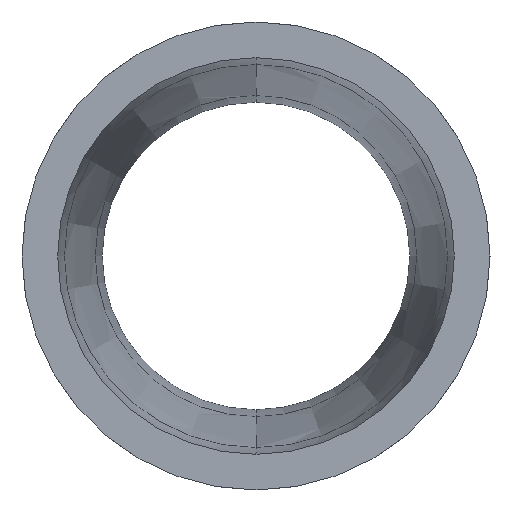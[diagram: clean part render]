
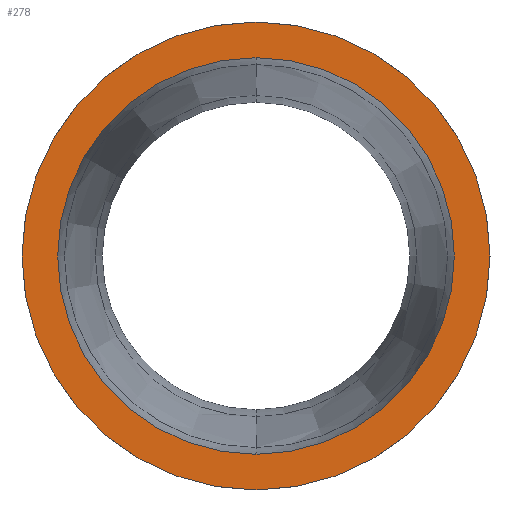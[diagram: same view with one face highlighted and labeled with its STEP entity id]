
A CAD part, left-side view. The second image highlights one B-rep face of the part: STEP entity #278.
In plain terms, the highlighted planar face has unit normal (-1, 0, 0).
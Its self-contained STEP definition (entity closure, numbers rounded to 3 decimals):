
#6 = FACE_BOUND ( 'NONE', #88, .T. ) ;
#20 = ORIENTED_EDGE ( 'NONE', *, *, #642, .F. ) ;
#30 = CARTESIAN_POINT ( 'NONE',  ( -19., 0., -8.9 ) ) ;
#34 = CIRCLE ( 'NONE', #388, 8.9 ) ;
#57 = DIRECTION ( 'NONE',  ( 0., 0., -1. ) ) ;
#59 = EDGE_CURVE ( 'NONE', #124, #447, #326, .T. ) ;
#82 = EDGE_CURVE ( 'NONE', #534, #581, #34, .T. ) ;
#86 = CARTESIAN_POINT ( 'NONE',  ( -19., 0., 0. ) ) ;
#88 = EDGE_LOOP ( 'NONE', ( #20, #506 ) ) ;
#101 = PLANE ( 'NONE',  #434 ) ;
#109 = CIRCLE ( 'NONE', #503, 8.9 ) ;
#124 = VERTEX_POINT ( 'NONE', #646 ) ;
#130 = DIRECTION ( 'NONE',  ( -1., 0., 0. ) ) ;
#206 = CARTESIAN_POINT ( 'NONE',  ( -19., 0., 0. ) ) ;
#244 = CARTESIAN_POINT ( 'NONE',  ( -19., 0., 8.9 ) ) ;
#249 = CARTESIAN_POINT ( 'NONE',  ( -19., 0., 10.5 ) ) ;
#275 = DIRECTION ( 'NONE',  ( -1., 0., 0. ) ) ;
#278 = ADVANCED_FACE ( 'NONE', ( #6, #377 ), #101, .F. ) ;
#290 = DIRECTION ( 'NONE',  ( -1., 0., 0. ) ) ;
#303 = CIRCLE ( 'NONE', #619, 10.5 ) ;
#306 = DIRECTION ( 'NONE',  ( 1., 0., 0. ) ) ;
#326 = CIRCLE ( 'NONE', #513, 10.5 ) ;
#331 = ORIENTED_EDGE ( 'NONE', *, *, #59, .T. ) ;
#338 = DIRECTION ( 'NONE',  ( 0., 0., -1. ) ) ;
#347 = ORIENTED_EDGE ( 'NONE', *, *, #580, .T. ) ;
#377 = FACE_OUTER_BOUND ( 'NONE', #537, .T. ) ;
#388 = AXIS2_PLACEMENT_3D ( 'NONE', #590, #130, #338 ) ;
#434 = AXIS2_PLACEMENT_3D ( 'NONE', #575, #306, #57 ) ;
#447 = VERTEX_POINT ( 'NONE', #249 ) ;
#474 = DIRECTION ( 'NONE',  ( 0., 0., -1. ) ) ;
#492 = DIRECTION ( 'NONE',  ( -1., 0., 0. ) ) ;
#503 = AXIS2_PLACEMENT_3D ( 'NONE', #206, #275, #474 ) ;
#504 = DIRECTION ( 'NONE',  ( 0., 0., 1. ) ) ;
#506 = ORIENTED_EDGE ( 'NONE', *, *, #82, .F. ) ;
#513 = AXIS2_PLACEMENT_3D ( 'NONE', #86, #492, #504 ) ;
#534 = VERTEX_POINT ( 'NONE', #30 ) ;
#537 = EDGE_LOOP ( 'NONE', ( #347, #331 ) ) ;
#538 = DIRECTION ( 'NONE',  ( 0., 0., 1. ) ) ;
#575 = CARTESIAN_POINT ( 'NONE',  ( -19., 0., 0. ) ) ;
#580 = EDGE_CURVE ( 'NONE', #447, #124, #303, .T. ) ;
#581 = VERTEX_POINT ( 'NONE', #244 ) ;
#588 = CARTESIAN_POINT ( 'NONE',  ( -19., 0., 0. ) ) ;
#590 = CARTESIAN_POINT ( 'NONE',  ( -19., 0., 0. ) ) ;
#619 = AXIS2_PLACEMENT_3D ( 'NONE', #588, #290, #538 ) ;
#642 = EDGE_CURVE ( 'NONE', #581, #534, #109, .T. ) ;
#646 = CARTESIAN_POINT ( 'NONE',  ( -19., 0., -10.5 ) ) ;
